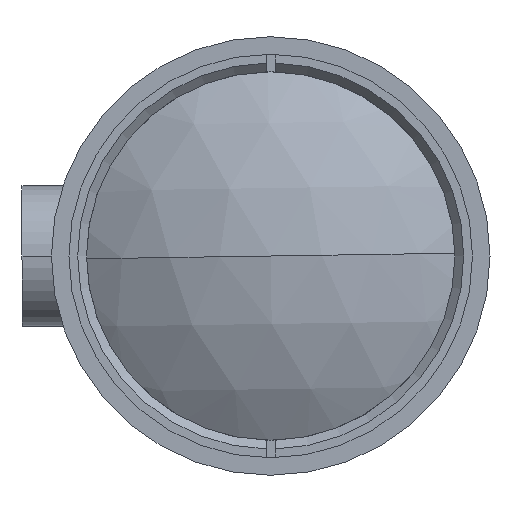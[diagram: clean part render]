
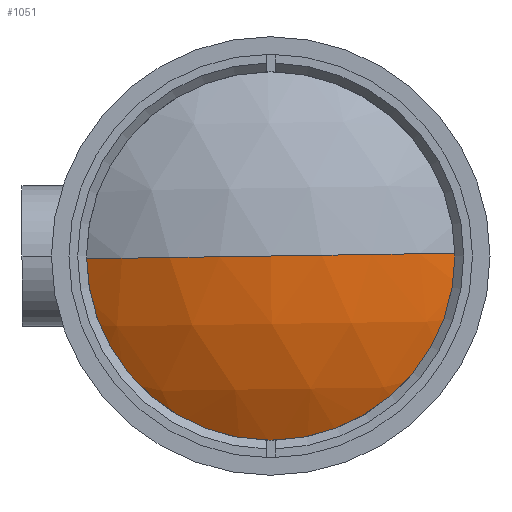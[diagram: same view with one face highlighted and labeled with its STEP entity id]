
A CAD part, left-side view. The second image highlights one B-rep face of the part: STEP entity #1051.
In plain terms, the highlighted spherical face has radius 38.79 mm.
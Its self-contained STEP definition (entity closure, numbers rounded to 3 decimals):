
#38 = VERTEX_POINT ( 'NONE', #1945 ) ;
#65 = DIRECTION ( 'NONE',  ( 0., 0.015, 1. ) ) ;
#155 = DIRECTION ( 'NONE',  ( 0., 1., -0.015 ) ) ;
#197 = CIRCLE ( 'NONE', #2241, 22. ) ;
#226 = EDGE_LOOP ( 'NONE', ( #3093, #3250, #1879 ) ) ;
#237 = CARTESIAN_POINT ( 'NONE',  ( 1.032, 0., 0. ) ) ;
#437 = EDGE_CURVE ( 'NONE', #2758, #2100, #664, .T. ) ;
#501 = DIRECTION ( 'NONE',  ( 0., -1., 0.015 ) ) ;
#664 = CIRCLE ( 'NONE', #1520, 38.79 ) ;
#675 = EDGE_CURVE ( 'NONE', #2758, #38, #197, .T. ) ;
#806 = CIRCLE ( 'NONE', #914, 38.79 ) ;
#914 = AXIS2_PLACEMENT_3D ( 'NONE', #2295, #2751, #2272 ) ;
#1051 = ADVANCED_FACE ( 'NONE', ( #3023 ), #3317, .T. ) ;
#1323 = CARTESIAN_POINT ( 'NONE',  ( 7.874, 21.998, -0.33 ) ) ;
#1520 = AXIS2_PLACEMENT_3D ( 'NONE', #1665, #2850, #501 ) ;
#1665 = CARTESIAN_POINT ( 'NONE',  ( 39.822, 0., 0. ) ) ;
#1727 = AXIS2_PLACEMENT_3D ( 'NONE', #1951, #2191, #155 ) ;
#1879 = ORIENTED_EDGE ( 'NONE', *, *, #437, .F. ) ;
#1945 = CARTESIAN_POINT ( 'NONE',  ( 7.874, -21.998, 0.33 ) ) ;
#1951 = CARTESIAN_POINT ( 'NONE',  ( 39.822, 0., 0. ) ) ;
#2100 = VERTEX_POINT ( 'NONE', #237 ) ;
#2191 = DIRECTION ( 'NONE',  ( 0., -0.015, -1. ) ) ;
#2241 = AXIS2_PLACEMENT_3D ( 'NONE', #3196, #3311, #65 ) ;
#2272 = DIRECTION ( 'NONE',  ( 0., 1., -0.015 ) ) ;
#2295 = CARTESIAN_POINT ( 'NONE',  ( 39.822, 0., 0. ) ) ;
#2751 = DIRECTION ( 'NONE',  ( 0., -0.015, -1. ) ) ;
#2758 = VERTEX_POINT ( 'NONE', #1323 ) ;
#2850 = DIRECTION ( 'NONE',  ( 0., 0.015, 1. ) ) ;
#3023 = FACE_OUTER_BOUND ( 'NONE', #226, .T. ) ;
#3093 = ORIENTED_EDGE ( 'NONE', *, *, #675, .T. ) ;
#3122 = EDGE_CURVE ( 'NONE', #38, #2100, #806, .T. ) ;
#3196 = CARTESIAN_POINT ( 'NONE',  ( 7.874, 0., 0. ) ) ;
#3250 = ORIENTED_EDGE ( 'NONE', *, *, #3122, .T. ) ;
#3311 = DIRECTION ( 'NONE',  ( -1., 0., 0. ) ) ;
#3317 = SPHERICAL_SURFACE ( 'NONE', #1727, 38.79 ) ;
